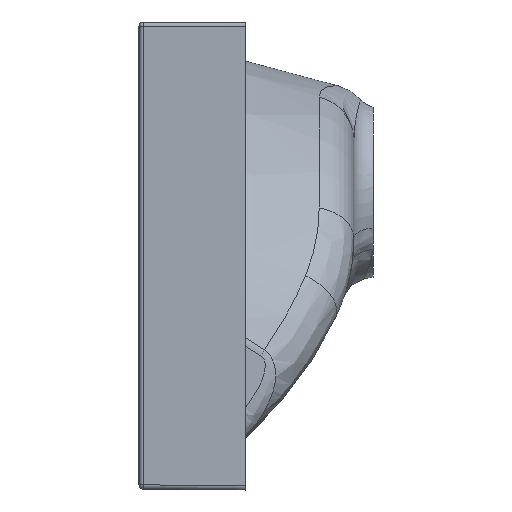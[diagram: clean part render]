
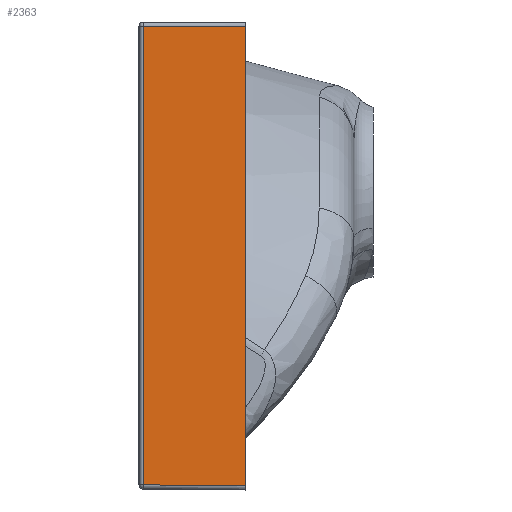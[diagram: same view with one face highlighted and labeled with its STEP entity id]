
A CAD part, left-side view. The second image highlights one B-rep face of the part: STEP entity #2363.
In plain terms, the highlighted planar face has unit normal (-1, 0.009, 0).
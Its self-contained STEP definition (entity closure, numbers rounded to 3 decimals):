
#130 = CARTESIAN_POINT ( 'NONE',  ( -199.581, 88.017, 78. ) ) ;
#232 = CARTESIAN_POINT ( 'NONE',  ( -200., 40., 78. ) ) ;
#249 = DIRECTION ( 'NONE',  ( -0.009, -1., -0.009 ) ) ;
#523 = ORIENTED_EDGE ( 'NONE', *, *, #4651, .T. ) ;
#542 = ORIENTED_EDGE ( 'NONE', *, *, #813, .T. ) ;
#696 = LINE ( 'NONE', #2413, #4878 ) ;
#778 = DIRECTION ( 'NONE',  ( 0.009, 1., 0. ) ) ;
#813 = EDGE_CURVE ( 'NONE', #5410, #1731, #696, .T. ) ;
#1046 = CARTESIAN_POINT ( 'NONE',  ( -199.581, 88.017, -137.581 ) ) ;
#1054 = DIRECTION ( 'NONE',  ( -1., 0.009, 0. ) ) ;
#1281 = ORIENTED_EDGE ( 'NONE', *, *, #3901, .T. ) ;
#1333 = VERTEX_POINT ( 'NONE', #130 ) ;
#1384 = LINE ( 'NONE', #3100, #2349 ) ;
#1476 = FACE_OUTER_BOUND ( 'NONE', #4575, .T. ) ;
#1627 = VECTOR ( 'NONE', #249, 1000. ) ;
#1731 = VERTEX_POINT ( 'NONE', #232 ) ;
#1761 = ORIENTED_EDGE ( 'NONE', *, *, #4142, .T. ) ;
#2088 = VECTOR ( 'NONE', #778, 1000. ) ;
#2349 = VECTOR ( 'NONE', #4811, 1000. ) ;
#2363 = ADVANCED_FACE ( 'NONE', ( #1476 ), #3190, .T. ) ;
#2397 = LINE ( 'NONE', #4108, #1627 ) ;
#2413 = CARTESIAN_POINT ( 'NONE',  ( -200., 40., -140. ) ) ;
#2770 = DIRECTION ( 'NONE',  ( -0.009, -1., 0. ) ) ;
#2913 = LINE ( 'NONE', #4626, #2088 ) ;
#3100 = CARTESIAN_POINT ( 'NONE',  ( -199.581, 88.017, -139.564 ) ) ;
#3190 = PLANE ( 'NONE',  #4431 ) ;
#3901 = EDGE_CURVE ( 'NONE', #1333, #4862, #1384, .T. ) ;
#4108 = CARTESIAN_POINT ( 'NONE',  ( -200., 39.983, -138. ) ) ;
#4126 = DIRECTION ( 'NONE',  ( 0., 0., 1. ) ) ;
#4142 = EDGE_CURVE ( 'NONE', #1731, #1333, #2913, .T. ) ;
#4431 = AXIS2_PLACEMENT_3D ( 'NONE', #4898, #1054, #2770 ) ;
#4575 = EDGE_LOOP ( 'NONE', ( #542, #1761, #1281, #523 ) ) ;
#4626 = CARTESIAN_POINT ( 'NONE',  ( -199.581, 88.017, 78. ) ) ;
#4651 = EDGE_CURVE ( 'NONE', #4862, #5410, #2397, .T. ) ;
#4811 = DIRECTION ( 'NONE',  ( 0., 0., -1. ) ) ;
#4862 = VERTEX_POINT ( 'NONE', #1046 ) ;
#4878 = VECTOR ( 'NONE', #4126, 1000. ) ;
#4898 = CARTESIAN_POINT ( 'NONE',  ( -200., 40., -140. ) ) ;
#5176 = CARTESIAN_POINT ( 'NONE',  ( -200., 40., -138. ) ) ;
#5410 = VERTEX_POINT ( 'NONE', #5176 ) ;
